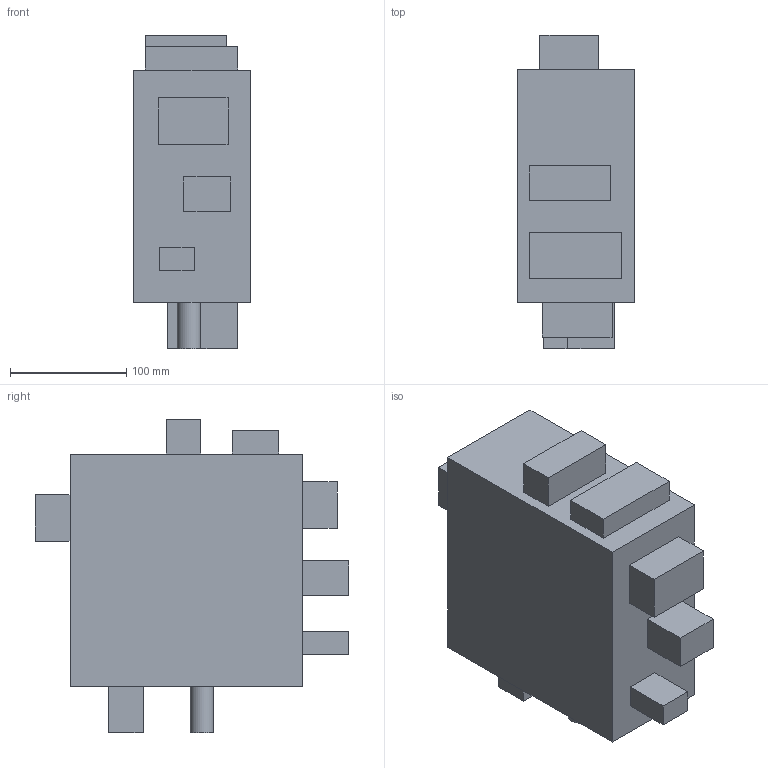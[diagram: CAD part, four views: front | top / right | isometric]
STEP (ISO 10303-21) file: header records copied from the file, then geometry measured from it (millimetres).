
FILE_DESCRIPTION(/* description */ ('Extracted from STEP assembly: test1_242noPMI.stp'),/* implementation_level */ '2;1');
FILE_NAME(/* name */ 'part_test1_242noPMI',/* time_stamp */ '2018-04-26T12:17:35+08:00',/* author */ (''),/* organization */ (''),/* preprocessor_version */ 'ST-DEVELOPER v15',/* originating_system */ $,/* authorisation */ $);
FILE_SCHEMA (('AP242_MANAGED_MODEL_BASED_3D_ENGINEERING_MIM_LF'));
Length unit declared in the file: millimetre
Products named in the file (1): test1_242noPMI
Bounding box: 100 x 270 x 270 mm (x, y, z)
Volume: 4319566.4 mm3; surface area: 210313.3 mm2
Topology: 1 solids, 1 shells, 48 faces, 111 edges, 74 vertices
Faces by surface type: plane 47, cylinder 1
Full cylindrical faces by diameter (mm): 20 x1
Entity records: 1351 total; most frequent: CARTESIAN_POINT 233, ORIENTED_EDGE 220, DIRECTION 210, EDGE_CURVE 110, LINE 108, VECTOR 108, VERTEX_POINT 74, EDGE_LOOP 58
